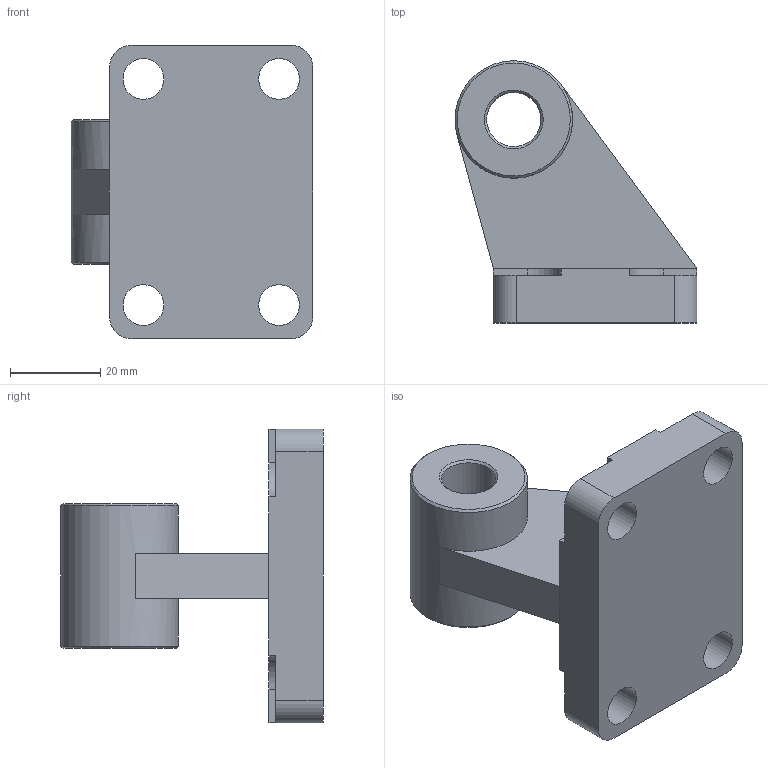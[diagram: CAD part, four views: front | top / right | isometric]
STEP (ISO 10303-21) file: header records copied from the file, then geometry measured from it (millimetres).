
FILE_DESCRIPTION( ( 'STEP AP203' ), '1' );
FILE_NAME( 'CDB-MCQV2-50.stp', '2020-05-11T06:50:41', ( 'License CC BY-ND 4.0' ), ( 'CADENAS' ), ' ', 'PARTsolutions', ' ' );
FILE_SCHEMA( ( 'CONFIG_CONTROL_DESIGN' ) );
Length unit declared in the file: millimetre
Products named in the file (1): _CDB-MCQV2-50
Bounding box: 53.5 x 58 x 65 mm (x, y, z)
Volume: 54005.6 mm3; surface area: 15456.2 mm2
Topology: 1 solids, 1 shells, 43 faces, 116 edges, 76 vertices
Faces by surface type: plane 25, cylinder 14, cone 4
Full cylindrical faces by diameter (mm): 9 x4, 12 x1, 26 x1
Entity records: 1330 total; most frequent: DIRECTION 224, CARTESIAN_POINT 218, ORIENTED_EDGE 204, EDGE_CURVE 102, AXIS2_PLACEMENT_3D 78, VERTEX_POINT 72, LINE 68, VECTOR 68
